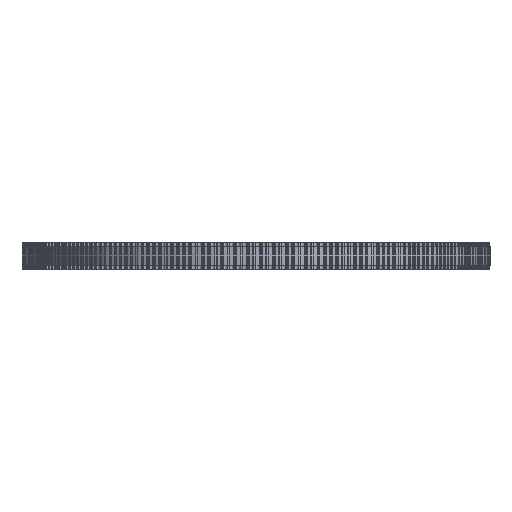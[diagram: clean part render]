
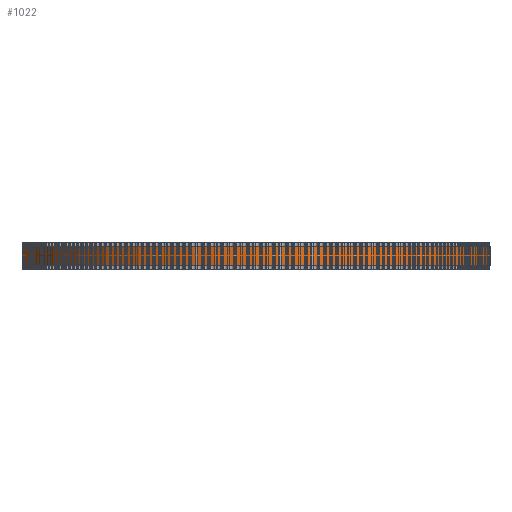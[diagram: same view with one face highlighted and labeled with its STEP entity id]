
A CAD part, left-side view. The second image highlights one B-rep face of the part: STEP entity #1022.
In plain terms, the highlighted cylindrical face has radius 71.62 mm (diameter 143.239 mm), a full revolution.
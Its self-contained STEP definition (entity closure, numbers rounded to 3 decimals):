
#97=FACE_BOUND('',#3728,.T.);
#98=FACE_BOUND('',#3729,.T.);
#1022=ADVANCED_FACE('',(#97,#98),#1923,.T.);
#1923=CYLINDRICAL_SURFACE('',#19943,71.62);
#3728=EDGE_LOOP('',(#10930));
#3729=EDGE_LOOP('',(#10931));
#10930=ORIENTED_EDGE('',*,*,#15434,.T.);
#10931=ORIENTED_EDGE('',*,*,#15435,.T.);
#12732=VERTEX_POINT('',#31660);
#12733=VERTEX_POINT('',#31662);
#15434=EDGE_CURVE('',#12732,#12732,#17236,.T.);
#15435=EDGE_CURVE('',#12733,#12733,#17237,.T.);
#17236=CIRCLE('',#19941,71.62);
#17237=CIRCLE('',#19942,71.62);
#19941=AXIS2_PLACEMENT_3D('',#31659,#26250,#26251);
#19942=AXIS2_PLACEMENT_3D('',#31661,#26252,#26253);
#19943=AXIS2_PLACEMENT_3D('',#31663,#26254,#26255);
#26250=DIRECTION('',(0.,0.,1.));
#26251=DIRECTION('',(1.,0.,0.));
#26252=DIRECTION('',(0.,0.,-1.));
#26253=DIRECTION('',(1.,0.,0.));
#26254=DIRECTION('',(0.,0.,1.));
#26255=DIRECTION('',(1.,0.,0.));
#31659=CARTESIAN_POINT('',(0.,0.,1.));
#31660=CARTESIAN_POINT('',(71.62,0.,1.));
#31661=CARTESIAN_POINT('',(0.,0.,7.));
#31662=CARTESIAN_POINT('',(71.62,0.,7.));
#31663=CARTESIAN_POINT('',(0.,0.,1.));
